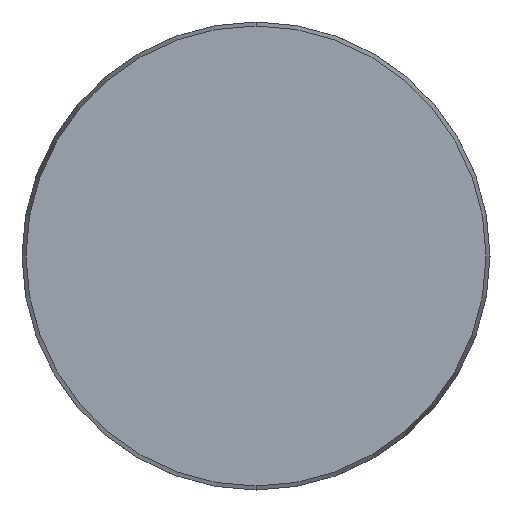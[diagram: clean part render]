
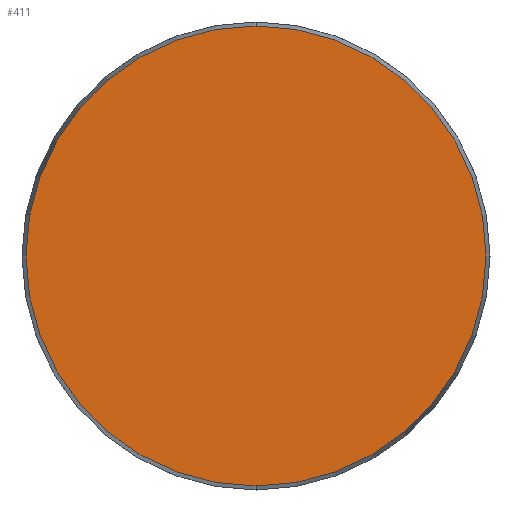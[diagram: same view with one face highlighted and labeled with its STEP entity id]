
A CAD part, front view. The second image highlights one B-rep face of the part: STEP entity #411.
In plain terms, the highlighted planar face has unit normal (0, -1, 0).
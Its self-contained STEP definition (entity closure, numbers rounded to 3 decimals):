
#29 = ORIENTED_EDGE ( 'NONE', *, *, #330, .T. ) ;
#44 = CARTESIAN_POINT ( 'NONE',  ( 0., 0., 49.143 ) ) ;
#48 = CARTESIAN_POINT ( 'NONE',  ( 0., 0., -49.143 ) ) ;
#52 = AXIS2_PLACEMENT_3D ( 'NONE', #53, #59, #174 ) ;
#53 = CARTESIAN_POINT ( 'NONE',  ( 0., 0., 0. ) ) ;
#59 = DIRECTION ( 'NONE',  ( 0., -1., 0. ) ) ;
#75 = ORIENTED_EDGE ( 'NONE', *, *, #389, .T. ) ;
#160 = AXIS2_PLACEMENT_3D ( 'NONE', #239, #495, #435 ) ;
#174 = DIRECTION ( 'NONE',  ( 0., 0., -1. ) ) ;
#239 = CARTESIAN_POINT ( 'NONE',  ( -49.143, 0., 0. ) ) ;
#330 = EDGE_CURVE ( 'NONE', #782, #731, #575, .T. ) ;
#371 = EDGE_LOOP ( 'NONE', ( #75, #29 ) ) ;
#389 = EDGE_CURVE ( 'NONE', #731, #782, #831, .T. ) ;
#411 = ADVANCED_FACE ( 'NONE', ( #552 ), #818, .F. ) ;
#435 = DIRECTION ( 'NONE',  ( 0., 0., 1. ) ) ;
#495 = DIRECTION ( 'NONE',  ( 0., 1., 0. ) ) ;
#552 = FACE_OUTER_BOUND ( 'NONE', #371, .T. ) ;
#558 = DIRECTION ( 'NONE',  ( 0., -1., 0. ) ) ;
#568 = DIRECTION ( 'NONE',  ( 0., 0., -1. ) ) ;
#575 = CIRCLE ( 'NONE', #52, 49.143 ) ;
#614 = CARTESIAN_POINT ( 'NONE',  ( 0., 0., 0. ) ) ;
#731 = VERTEX_POINT ( 'NONE', #44 ) ;
#765 = AXIS2_PLACEMENT_3D ( 'NONE', #614, #558, #568 ) ;
#782 = VERTEX_POINT ( 'NONE', #48 ) ;
#818 = PLANE ( 'NONE',  #160 ) ;
#831 = CIRCLE ( 'NONE', #765, 49.143 ) ;
